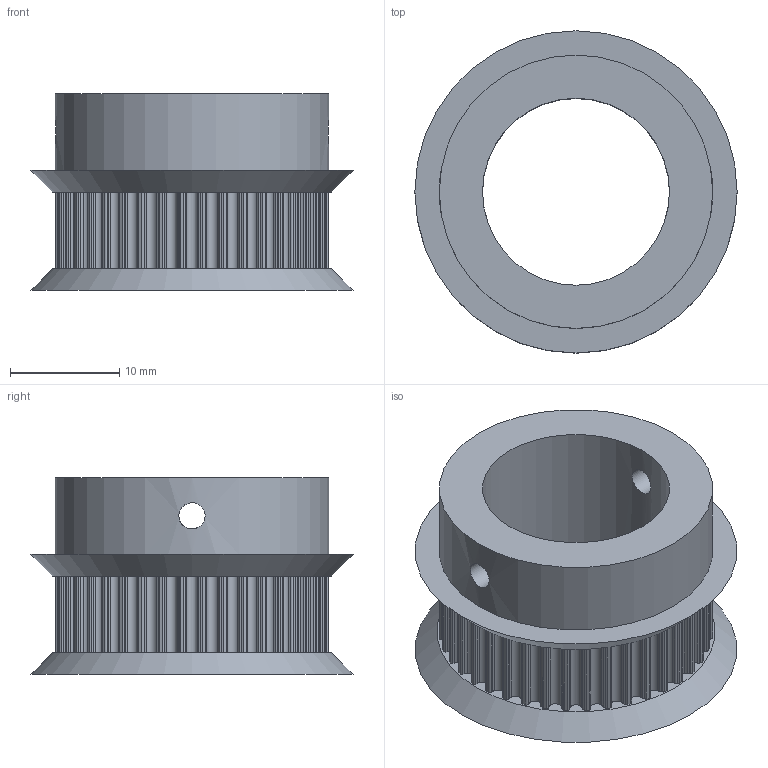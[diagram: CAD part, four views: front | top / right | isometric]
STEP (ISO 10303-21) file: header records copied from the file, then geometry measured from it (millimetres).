
FILE_DESCRIPTION(('FreeCAD Model'),'2;1');
FILE_NAME('Open CASCADE Shape Model','2026-01-29T18:15:10',(''),(''), 'Open CASCADE STEP processor 7.8','FreeCAD','Unknown');
FILE_SCHEMA(('AUTOMOTIVE_DESIGN { 1 0 10303 214 1 1 1 1 }'));
Length unit declared in the file: millimetre
Products named in the file (1): Body
Bounding box: 29.48 x 29.48 x 18 mm (x, y, z)
Volume: 4826.6 mm3; surface area: 3901.6 mm2
Topology: 1 solids, 1 shells, 411 faces, 1224 edges, 816 vertices
Faces by surface type: cylinder 284, plane 125, cone 2
Full cylindrical faces by diameter (mm): 2.4 x2, 17.1 x1, 25 x1
Entity records: 31500 total; most frequent: CARTESIAN_POINT 7285, DIRECTION 4757, LINE 2512, VECTOR 2512, ORIENTED_EDGE 2448, PCURVE 2448, DEFINITIONAL_REPRESENTATION 2448, EDGE_CURVE 1224
